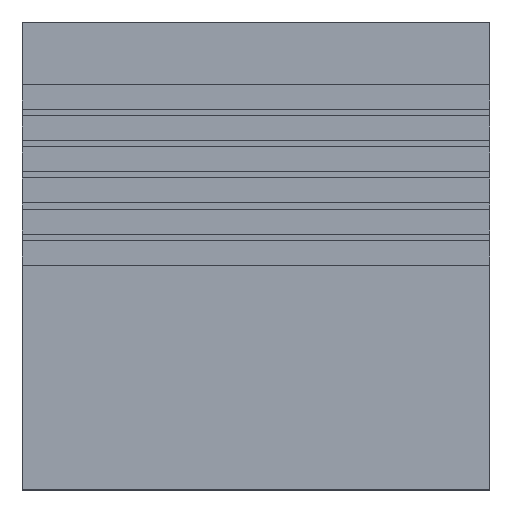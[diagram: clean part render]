
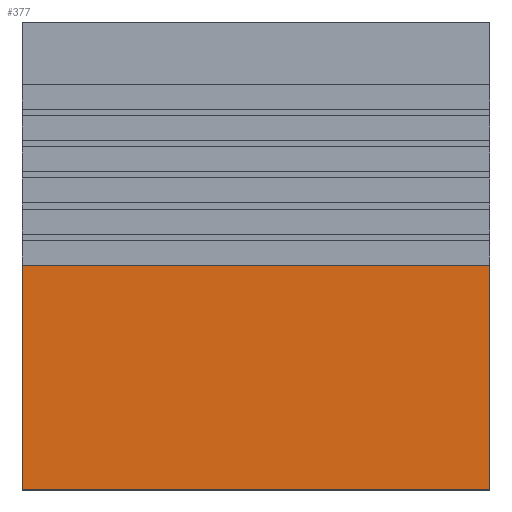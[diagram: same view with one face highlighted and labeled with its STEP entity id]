
A CAD part, top view. The second image highlights one B-rep face of the part: STEP entity #377.
In plain terms, the highlighted planar face has unit normal (0, 0, 1).
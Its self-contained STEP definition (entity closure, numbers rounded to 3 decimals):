
#11 = CARTESIAN_POINT ( 'NONE',  ( 0., 0., 0. ) ) ;
#15 = AXIS2_PLACEMENT_3D ( 'NONE', #192, #917, #517 ) ;
#21 = LINE ( 'NONE', #430, #538 ) ;
#58 = EDGE_CURVE ( 'NONE', #208, #174, #960, .T. ) ;
#64 = CARTESIAN_POINT ( 'NONE',  ( 150., 0., 0. ) ) ;
#93 = ORIENTED_EDGE ( 'NONE', *, *, #388, .T. ) ;
#110 = DIRECTION ( 'NONE',  ( 0., -1., 0. ) ) ;
#133 = FACE_OUTER_BOUND ( 'NONE', #776, .T. ) ;
#174 = VERTEX_POINT ( 'NONE', #432 ) ;
#192 = CARTESIAN_POINT ( 'NONE',  ( 75., 75., 0. ) ) ;
#208 = VERTEX_POINT ( 'NONE', #64 ) ;
#220 = LINE ( 'NONE', #539, #368 ) ;
#231 = ORIENTED_EDGE ( 'NONE', *, *, #58, .T. ) ;
#250 = CARTESIAN_POINT ( 'NONE',  ( 150., 0., 0. ) ) ;
#318 = VERTEX_POINT ( 'NONE', #487 ) ;
#365 = ORIENTED_EDGE ( 'NONE', *, *, #849, .T. ) ;
#368 = VECTOR ( 'NONE', #848, 1000. ) ;
#377 = ADVANCED_FACE ( 'NONE', ( #133 ), #676, .F. ) ;
#388 = EDGE_CURVE ( 'NONE', #511, #208, #754, .T. ) ;
#428 = CARTESIAN_POINT ( 'NONE',  ( 0., 0., 0. ) ) ;
#430 = CARTESIAN_POINT ( 'NONE',  ( 0., 0., 0. ) ) ;
#432 = CARTESIAN_POINT ( 'NONE',  ( 150., 72., 0. ) ) ;
#477 = VECTOR ( 'NONE', #736, 1000. ) ;
#487 = CARTESIAN_POINT ( 'NONE',  ( 0., 72., 0. ) ) ;
#511 = VERTEX_POINT ( 'NONE', #11 ) ;
#517 = DIRECTION ( 'NONE',  ( -1., 0., 0. ) ) ;
#535 = VECTOR ( 'NONE', #670, 1000. ) ;
#538 = VECTOR ( 'NONE', #110, 1000. ) ;
#539 = CARTESIAN_POINT ( 'NONE',  ( 0., 72., 0. ) ) ;
#670 = DIRECTION ( 'NONE',  ( 1., 0., 0. ) ) ;
#676 = PLANE ( 'NONE',  #15 ) ;
#736 = DIRECTION ( 'NONE',  ( 0., 1., 0. ) ) ;
#754 = LINE ( 'NONE', #428, #535 ) ;
#776 = EDGE_LOOP ( 'NONE', ( #231, #1012, #365, #93 ) ) ;
#848 = DIRECTION ( 'NONE',  ( 1., 0., 0. ) ) ;
#849 = EDGE_CURVE ( 'NONE', #318, #511, #21, .T. ) ;
#917 = DIRECTION ( 'NONE',  ( 0., 0., -1. ) ) ;
#960 = LINE ( 'NONE', #250, #477 ) ;
#978 = EDGE_CURVE ( 'NONE', #318, #174, #220, .T. ) ;
#1012 = ORIENTED_EDGE ( 'NONE', *, *, #978, .F. ) ;
